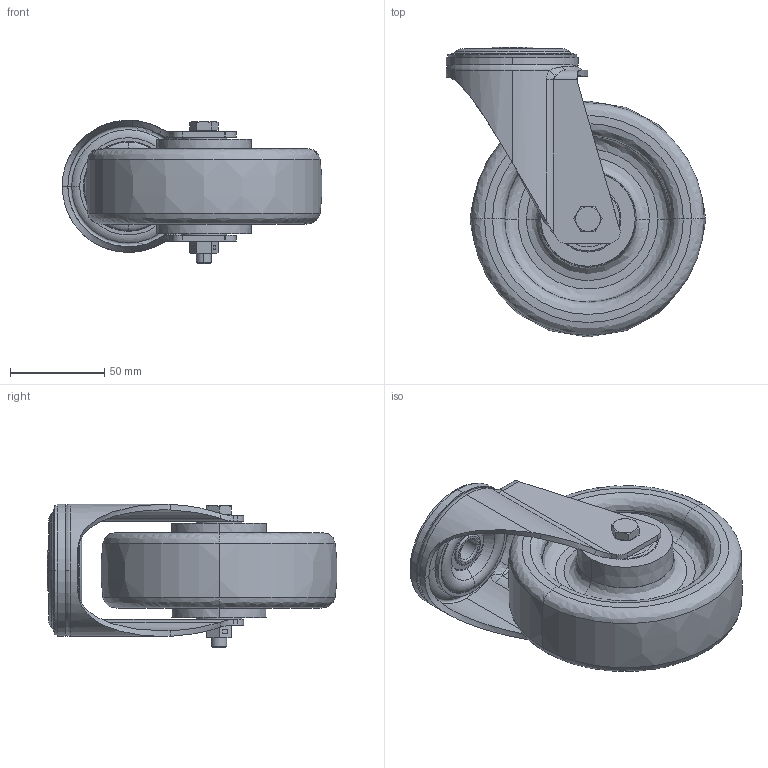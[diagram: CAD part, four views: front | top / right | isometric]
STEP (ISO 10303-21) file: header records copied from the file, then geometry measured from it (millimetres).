
FILE_DESCRIPTION (( 'STEP AP214' ), '1' );
FILE_NAME ('0055695.step', '2023-11-16T07:56:11', ( '' ), ( '' ), 'SwSTEP 2.0', 'SolidWorks 2020', '' );
FILE_SCHEMA (( 'AUTOMOTIVE_DESIGN' ));
Length unit declared in the file: millimetre
Products named in the file (1): 0055695
Bounding box: 137.38 x 153.38 x 76 mm (x, y, z)
Volume: 427864.6 mm3; surface area: 167231.7 mm2
Topology: 20 solids, 21 shells, 673 faces, 1607 edges, 1000 vertices
Faces by surface type: plane 172, bspline 160, cylinder 149, cone 102, torus 90
Entity records: 32670 total; most frequent: CARTESIAN_POINT 10419, ORIENTED_EDGE 3214, DIRECTION 2915, EDGE_CURVE 1607, AXIS2_PLACEMENT_3D 1250, VERTEX_POINT 1000, EDGE_LOOP 741, CIRCLE 736
